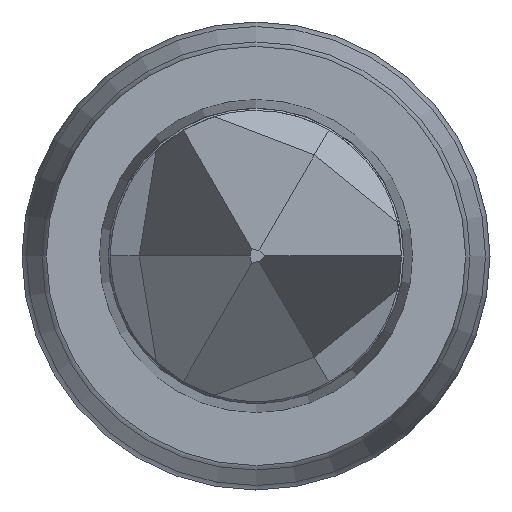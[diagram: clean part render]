
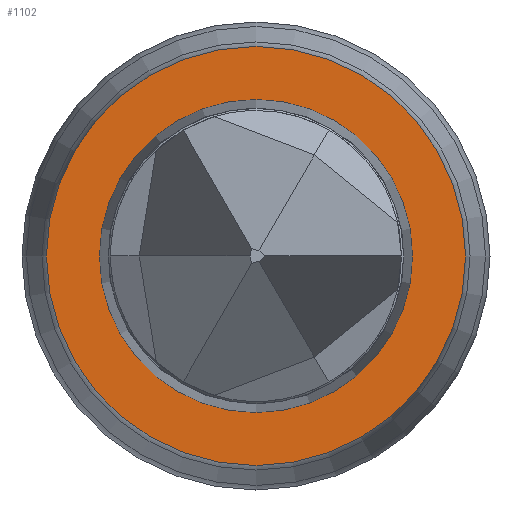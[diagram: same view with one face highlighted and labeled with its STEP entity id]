
A CAD part, left-side view. The second image highlights one B-rep face of the part: STEP entity #1102.
In plain terms, the highlighted planar face has unit normal (-1, 0, 0).
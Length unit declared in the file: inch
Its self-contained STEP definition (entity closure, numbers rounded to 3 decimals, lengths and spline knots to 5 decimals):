
#21 = VERTEX_POINT ( 'NONE', #859 ) ;
#50 = ORIENTED_EDGE ( 'NONE', *, *, #1117, .T. ) ;
#79 = EDGE_CURVE ( 'NONE', #21, #21, #90, .T. ) ;
#90 = CIRCLE ( 'NONE', #776, 0.01344 ) ;
#107 = PLANE ( 'NONE',  #363 ) ;
#314 = CARTESIAN_POINT ( 'NONE',  ( 0., 0., 0. ) ) ;
#363 = AXIS2_PLACEMENT_3D ( 'NONE', #724, #381, #538 ) ;
#381 = DIRECTION ( 'NONE',  ( -1., 0., 0. ) ) ;
#400 = DIRECTION ( 'NONE',  ( 0., -1., 0. ) ) ;
#468 = EDGE_LOOP ( 'NONE', ( #50 ) ) ;
#483 = DIRECTION ( 'NONE',  ( -1., 0., 0. ) ) ;
#487 = CIRCLE ( 'NONE', #856, 0.018 ) ;
#519 = VERTEX_POINT ( 'NONE', #972 ) ;
#538 = DIRECTION ( 'NONE',  ( 0., -1., 0. ) ) ;
#565 = ORIENTED_EDGE ( 'NONE', *, *, #79, .F. ) ;
#587 = DIRECTION ( 'NONE',  ( 0., 0., 1. ) ) ;
#615 = FACE_OUTER_BOUND ( 'NONE', #468, .T. ) ;
#724 = CARTESIAN_POINT ( 'NONE',  ( 0., 0., 0.018 ) ) ;
#776 = AXIS2_PLACEMENT_3D ( 'NONE', #1134, #867, #587 ) ;
#856 = AXIS2_PLACEMENT_3D ( 'NONE', #314, #483, #400 ) ;
#859 = CARTESIAN_POINT ( 'NONE',  ( 0., 0., 0.01344 ) ) ;
#867 = DIRECTION ( 'NONE',  ( -1., 0., 0. ) ) ;
#972 = CARTESIAN_POINT ( 'NONE',  ( 0., -0.018, 0. ) ) ;
#982 = EDGE_LOOP ( 'NONE', ( #565 ) ) ;
#1102 = ADVANCED_FACE ( 'NONE', ( #1103, #615 ), #107, .T. ) ;
#1103 = FACE_BOUND ( 'NONE', #982, .T. ) ;
#1117 = EDGE_CURVE ( 'NONE', #519, #519, #487, .T. ) ;
#1134 = CARTESIAN_POINT ( 'NONE',  ( 0., 0., 0. ) ) ;
